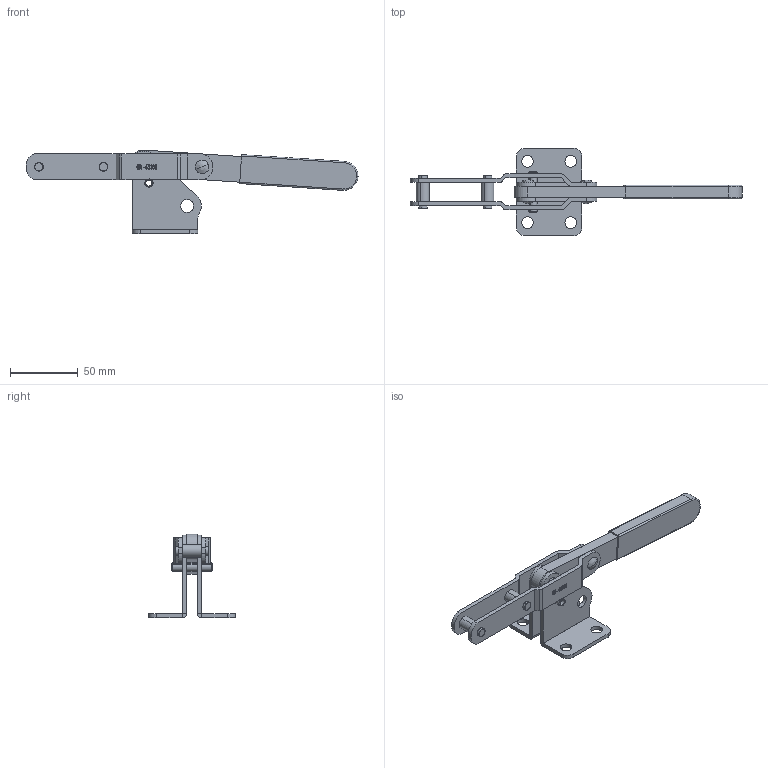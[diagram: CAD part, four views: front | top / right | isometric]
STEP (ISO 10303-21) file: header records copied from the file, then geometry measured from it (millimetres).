
FILE_DESCRIPTION (( 'STEP AP203' ), '1' );
FILE_NAME ('CH-43102.STEP', '2017-09-09T05:33:37', ( 'Windows' ), ( 'Microsoft' ), 'SwSTEP 2.0', 'SolidWorks 2015', '' );
FILE_SCHEMA (( 'CONFIG_CONTROL_DESIGN' ));
Length unit declared in the file: millimetre
Products named in the file (9): 揤參; 忒梟; 忒梟杶; 論枍穩隊; 菁釱1; spring pin slotted light duty1 gb_GB_PARALLEL_PINS_TYPE7 6X30; MD; CH-43102; 菁釱2
Assembly tree (10 placements, depth 2):
  CH-43102
    菁釱1
    菁釱2
    揤參
    忒梟
    忒梟杶
    論枍穩隊  x2
    spring pin slotted light duty1 gb_GB_PARALLEL_PINS_TYPE7 6X30
    MD  x2
Bounding box: 244.74 x 64.3 x 61.85 mm (x, y, z)
Volume: 67947.9 mm3; surface area: 50463.5 mm2
Topology: 11 solids, 11 shells, 574 faces, 1532 edges, 1004 vertices
Faces by surface type: plane 291, bspline 155, cylinder 102, torus 16, cone 10
Entity records: 25391 total; most frequent: CARTESIAN_POINT 11381, ORIENTED_EDGE 2956, DIRECTION 2206, EDGE_CURVE 1478, VERTEX_POINT 976, LINE 960, VECTOR 960, AXIS2_PLACEMENT_3D 623
